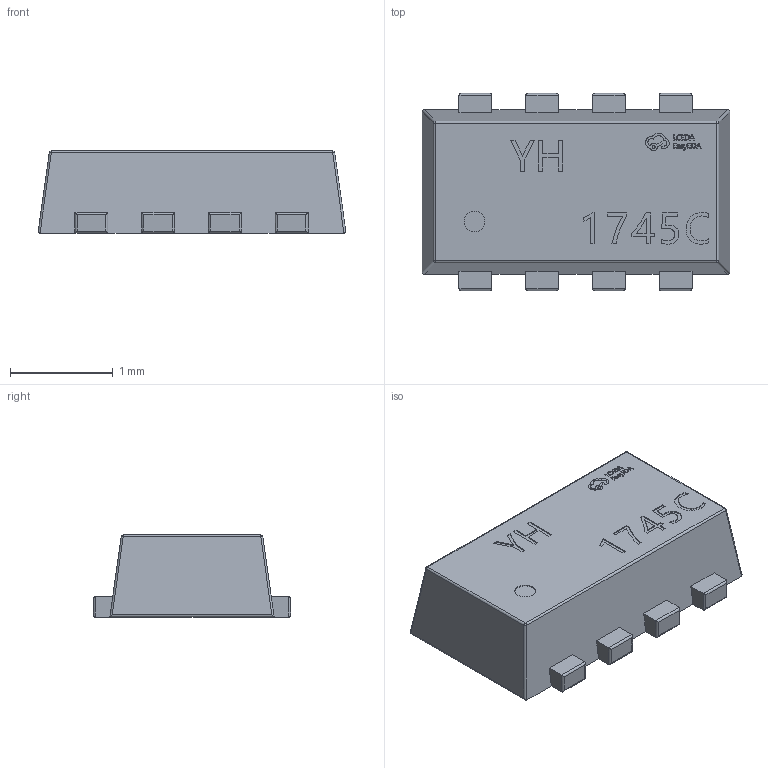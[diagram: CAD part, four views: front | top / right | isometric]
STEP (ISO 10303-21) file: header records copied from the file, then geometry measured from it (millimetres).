
FILE_DESCRIPTION (( 'STEP AP214' ), '1' );
FILE_NAME ('TSST8-8_L3.0-W1.6-P0.65-LS2.0-BL.step', '2022-08-04T09:16:07', ( '' ), ( '' ), 'SwSTEP 2.0', 'SolidWorks 2020', '' );
FILE_SCHEMA (( 'AUTOMOTIVE_DESIGN' ));
Length unit declared in the file: millimetre
Products named in the file (1): TSST8-8_L3.0-W1.6-P0.65-LS2.0-BL
Bounding box: 2.99 x 1.92 x 0.8 mm (x, y, z)
Volume: 3.5 mm3; surface area: 19.5 mm2
Topology: 22 solids, 22 shells, 509 faces, 1303 edges, 854 vertices
Faces by surface type: plane 326, bspline 135, cylinder 44, sphere 4
Entity records: 20480 total; most frequent: CARTESIAN_POINT 6138, ORIENTED_EDGE 2606, DIRECTION 1755, EDGE_CURVE 1303, LINE 973, VECTOR 973, VERTEX_POINT 854, EDGE_LOOP 537
